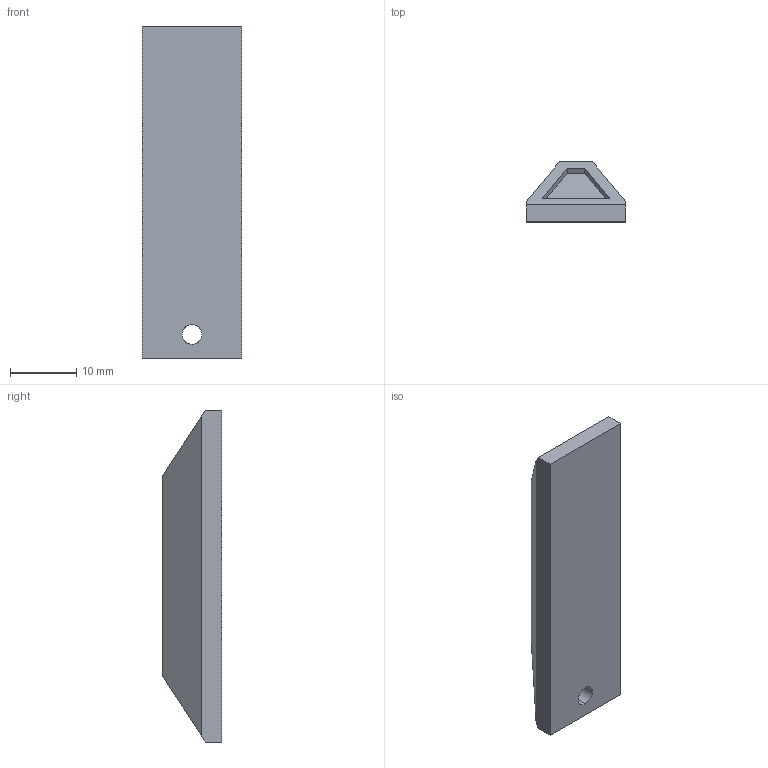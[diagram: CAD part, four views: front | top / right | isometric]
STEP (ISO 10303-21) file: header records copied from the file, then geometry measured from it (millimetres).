
FILE_DESCRIPTION (( 'STEP AP214' ), '1' );
FILE_NAME ('Ciclotope_sin_texto.STEP', '2021-04-25T02:53:25', ( '' ), ( '' ), 'SwSTEP 2.0', 'SolidWorks 2018', '' );
FILE_SCHEMA (( 'AUTOMOTIVE_DESIGN' ));
Length unit declared in the file: millimetre
Products named in the file (1): Ciclotope_sin_texto
Bounding box: 15 x 9 x 50 mm (x, y, z)
Volume: 4529.7 mm3; surface area: 2253.6 mm2
Topology: 1 solids, 1 shells, 28 faces, 69 edges, 45 vertices
Faces by surface type: plane 22, cylinder 6
Entity records: 843 total; most frequent: CARTESIAN_POINT 146, ORIENTED_EDGE 134, DIRECTION 133, EDGE_CURVE 67, VECTOR 55, LINE 55, VERTEX_POINT 44, AXIS2_PLACEMENT_3D 39
